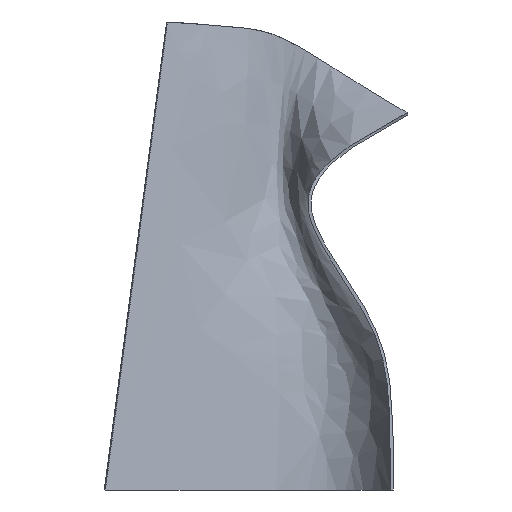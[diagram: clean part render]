
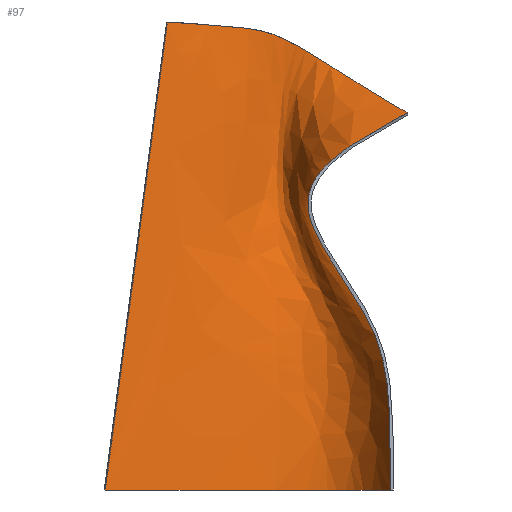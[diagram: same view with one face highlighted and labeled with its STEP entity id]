
A CAD part, front view. The second image highlights one B-rep face of the part: STEP entity #97.
In plain terms, the highlighted free-form (B-spline) face has degree [3, 3] with [6, 9] control points.
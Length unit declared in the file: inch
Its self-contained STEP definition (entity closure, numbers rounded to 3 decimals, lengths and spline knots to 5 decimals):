
#17=B_SPLINE_SURFACE_WITH_KNOTS('',3,3,((#921,#922,#923,#924,#925,#926,
#927,#928,#929),(#930,#931,#932,#933,#934,#935,#936,#937,#938),(#939,#940,
#941,#942,#943,#944,#945,#946,#947),(#948,#949,#950,#951,#952,#953,#954,
#955,#956),(#957,#958,#959,#960,#961,#962,#963,#964,#965),(#966,#967,#968,
#969,#970,#971,#972,#973,#974)),.UNSPECIFIED.,.F.,.F.,.F.,(4,1,1,4),(4,
1,1,1,1,1,4),(0.,1.,2.,3.),(0.,1.,1.22968,1.37458,1.5,
2.,3.),.UNSPECIFIED.);
#23=FACE_OUTER_BOUND('',#29,.T.);
#29=EDGE_LOOP('',(#81,#82,#83,#84));
#34=LINE('',#919,#39);
#39=VECTOR('',#109,0.3937);
#42=B_SPLINE_CURVE_WITH_KNOTS('',3,(#116,#117,#118,#119,#120,#121,#122,
#123,#124),.UNSPECIFIED.,.F.,.F.,(4,1,1,1,1,1,4),(-3.,-2.,-1.5,-1.37458,
-1.22968,-1.,0.),.UNSPECIFIED.);
#47=B_SPLINE_CURVE_WITH_KNOTS('',3,(#976,#977,#978,#979,#980,#981),
 .UNSPECIFIED.,.F.,.F.,(4,1,1,4),(-3.,-2.,-1.,0.),.UNSPECIFIED.);
#48=B_SPLINE_CURVE_WITH_KNOTS('',3,(#982,#983,#984,#985,#986,#987,#988,
#989,#990),.UNSPECIFIED.,.F.,.F.,(4,1,1,1,1,1,4),(0.,1.,1.22968,
1.37458,1.5,2.,3.),.UNSPECIFIED.);
#49=VERTEX_POINT('',#114);
#50=VERTEX_POINT('',#115);
#55=VERTEX_POINT('',#918);
#56=VERTEX_POINT('',#975);
#57=EDGE_CURVE('',#49,#50,#42,.T.);
#64=EDGE_CURVE('',#50,#55,#34,.T.);
#66=EDGE_CURVE('',#56,#49,#47,.T.);
#67=EDGE_CURVE('',#55,#56,#48,.T.);
#81=ORIENTED_EDGE('',*,*,#64,.F.);
#82=ORIENTED_EDGE('',*,*,#57,.F.);
#83=ORIENTED_EDGE('',*,*,#66,.F.);
#84=ORIENTED_EDGE('',*,*,#67,.F.);
#97=ADVANCED_FACE('',(#23),#17,.F.);
#109=DIRECTION('',(0.131,0.048,0.99));
#114=CARTESIAN_POINT('',(-827.15195,84.10923,0.));
#115=CARTESIAN_POINT('',(-848.87136,83.37296,0.));
#116=CARTESIAN_POINT('Ctrl Pts',(-827.15195,84.10923,0.));
#117=CARTESIAN_POINT('Ctrl Pts',(-828.88953,88.2561,0.));
#118=CARTESIAN_POINT('Ctrl Pts',(-832.45202,89.34911,0.));
#119=CARTESIAN_POINT('Ctrl Pts',(-836.68449,87.80862,0.));
#120=CARTESIAN_POINT('Ctrl Pts',(-838.64709,87.09429,0.));
#121=CARTESIAN_POINT('Ctrl Pts',(-839.91048,86.63445,0.));
#122=CARTESIAN_POINT('Ctrl Pts',(-843.35089,85.38225,0.));
#123=CARTESIAN_POINT('Ctrl Pts',(-846.36551,84.28501,0.));
#124=CARTESIAN_POINT('Ctrl Pts',(-848.87136,83.37296,0.));
#918=CARTESIAN_POINT('',(-844.13774,85.09586,35.64582));
#919=CARTESIAN_POINT('',(-848.87136,83.37296,0.));
#921=CARTESIAN_POINT('Ctrl Pts',(-848.87136,83.37296,0.));
#922=CARTESIAN_POINT('Ctrl Pts',(-846.36551,84.28501,0.));
#923=CARTESIAN_POINT('Ctrl Pts',(-843.35089,85.38225,0.));
#924=CARTESIAN_POINT('Ctrl Pts',(-839.91048,86.63445,0.));
#925=CARTESIAN_POINT('Ctrl Pts',(-838.64709,87.09429,0.));
#926=CARTESIAN_POINT('Ctrl Pts',(-836.68449,87.80862,0.));
#927=CARTESIAN_POINT('Ctrl Pts',(-832.45202,89.34911,0.));
#928=CARTESIAN_POINT('Ctrl Pts',(-828.88953,88.2561,0.));
#929=CARTESIAN_POINT('Ctrl Pts',(-827.15195,84.10923,0.));
#930=CARTESIAN_POINT('Ctrl Pts',(-848.03921,83.67584,6.26637));
#931=CARTESIAN_POINT('Ctrl Pts',(-846.08813,84.38597,6.26637));
#932=CARTESIAN_POINT('Ctrl Pts',(-843.3009,85.40044,6.26637));
#933=CARTESIAN_POINT('Ctrl Pts',(-839.9063,86.63597,6.26637));
#934=CARTESIAN_POINT('Ctrl Pts',(-838.64709,87.09429,6.26637));
#935=CARTESIAN_POINT('Ctrl Pts',(-836.68449,87.80862,6.26637));
#936=CARTESIAN_POINT('Ctrl Pts',(-832.45202,89.34911,6.26637));
#937=CARTESIAN_POINT('Ctrl Pts',(-828.88953,88.2561,6.26637));
#938=CARTESIAN_POINT('Ctrl Pts',(-827.15195,84.10923,6.26637));
#939=CARTESIAN_POINT('Ctrl Pts',(-847.23462,83.96868,12.32522));
#940=CARTESIAN_POINT('Ctrl Pts',(-845.18551,84.7145,12.32522));
#941=CARTESIAN_POINT('Ctrl Pts',(-842.3642,85.74137,12.32522));
#942=CARTESIAN_POINT('Ctrl Pts',(-839.05069,86.94739,12.32522));
#943=CARTESIAN_POINT('Ctrl Pts',(-837.8342,87.39016,12.32522));
#944=CARTESIAN_POINT('Ctrl Pts',(-835.95211,88.07518,12.32522));
#945=CARTESIAN_POINT('Ctrl Pts',(-831.98836,89.30503,12.32522));
#946=CARTESIAN_POINT('Ctrl Pts',(-828.75546,87.93613,12.32522));
#947=CARTESIAN_POINT('Ctrl Pts',(-827.15195,84.10923,12.32522));
#948=CARTESIAN_POINT('Ctrl Pts',(-845.97859,84.42584,21.78356));
#949=CARTESIAN_POINT('Ctrl Pts',(-844.27261,85.04677,21.78356));
#950=CARTESIAN_POINT('Ctrl Pts',(-842.50833,85.68891,21.78356));
#951=CARTESIAN_POINT('Ctrl Pts',(-840.34994,87.3307,21.78356));
#952=CARTESIAN_POINT('Ctrl Pts',(-839.52779,88.05804,21.78356));
#953=CARTESIAN_POINT('Ctrl Pts',(-838.25316,89.21313,21.78356));
#954=CARTESIAN_POINT('Ctrl Pts',(-835.66483,91.35357,21.78356));
#955=CARTESIAN_POINT('Ctrl Pts',(-834.73766,88.5644,21.78356));
#956=CARTESIAN_POINT('Ctrl Pts',(-835.86901,80.93648,21.78356));
#957=CARTESIAN_POINT('Ctrl Pts',(-844.92667,84.80871,29.70485));
#958=CARTESIAN_POINT('Ctrl Pts',(-843.25715,85.46291,29.70485));
#959=CARTESIAN_POINT('Ctrl Pts',(-839.15996,86.78152,29.70485));
#960=CARTESIAN_POINT('Ctrl Pts',(-837.1656,88.61015,29.70485));
#961=CARTESIAN_POINT('Ctrl Pts',(-836.64237,89.22212,29.68863));
#962=CARTESIAN_POINT('Ctrl Pts',(-836.00196,90.04095,29.63423));
#963=CARTESIAN_POINT('Ctrl Pts',(-835.20974,90.88929,29.32779));
#964=CARTESIAN_POINT('Ctrl Pts',(-833.51178,87.3071,28.19661));
#965=CARTESIAN_POINT('Ctrl Pts',(-831.73866,82.4398,25.72622));
#966=CARTESIAN_POINT('Ctrl Pts',(-844.13774,85.09586,35.64582));
#967=CARTESIAN_POINT('Ctrl Pts',(-842.94787,85.49843,35.61674));
#968=CARTESIAN_POINT('Ctrl Pts',(-840.86245,86.46153,35.39025));
#969=CARTESIAN_POINT('Ctrl Pts',(-838.85572,87.88077,35.25555));
#970=CARTESIAN_POINT('Ctrl Pts',(-838.12909,88.39018,35.17936));
#971=CARTESIAN_POINT('Ctrl Pts',(-836.99042,89.13596,35.00344));
#972=CARTESIAN_POINT('Ctrl Pts',(-834.39732,90.38631,34.22701));
#973=CARTESIAN_POINT('Ctrl Pts',(-830.72942,89.65289,31.55891));
#974=CARTESIAN_POINT('Ctrl Pts',(-825.88864,84.56903,28.73459));
#975=CARTESIAN_POINT('',(-825.88864,84.56903,28.73459));
#976=CARTESIAN_POINT('Ctrl Pts',(-825.88864,84.56903,28.73459));
#977=CARTESIAN_POINT('Ctrl Pts',(-831.73866,82.4398,25.72622));
#978=CARTESIAN_POINT('Ctrl Pts',(-835.86901,80.93648,21.78356));
#979=CARTESIAN_POINT('Ctrl Pts',(-827.15195,84.10923,12.32522));
#980=CARTESIAN_POINT('Ctrl Pts',(-827.15195,84.10923,6.26637));
#981=CARTESIAN_POINT('Ctrl Pts',(-827.15195,84.10923,0.));
#982=CARTESIAN_POINT('Ctrl Pts',(-844.13774,85.09586,35.64582));
#983=CARTESIAN_POINT('Ctrl Pts',(-842.94787,85.49843,35.61674));
#984=CARTESIAN_POINT('Ctrl Pts',(-840.86245,86.46153,35.39025));
#985=CARTESIAN_POINT('Ctrl Pts',(-838.85572,87.88077,35.25555));
#986=CARTESIAN_POINT('Ctrl Pts',(-838.12909,88.39018,35.17936));
#987=CARTESIAN_POINT('Ctrl Pts',(-836.99042,89.13596,35.00344));
#988=CARTESIAN_POINT('Ctrl Pts',(-834.39732,90.38631,34.22701));
#989=CARTESIAN_POINT('Ctrl Pts',(-830.72942,89.65289,31.55891));
#990=CARTESIAN_POINT('Ctrl Pts',(-825.88864,84.56903,28.73459));
